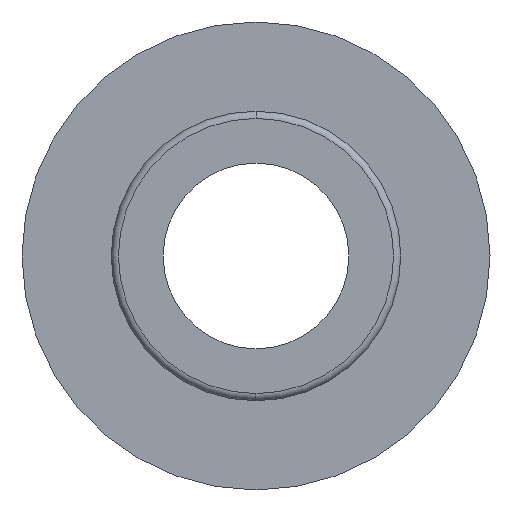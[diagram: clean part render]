
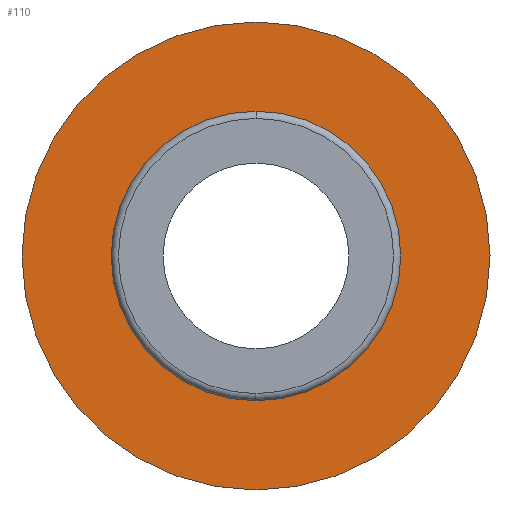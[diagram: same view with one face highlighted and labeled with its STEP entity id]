
A CAD part, left-side view. The second image highlights one B-rep face of the part: STEP entity #110.
In plain terms, the highlighted planar face has unit normal (-1, 0, 0).
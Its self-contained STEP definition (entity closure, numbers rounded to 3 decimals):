
#110=ADVANCED_FACE('',(#253,#254),#255,.T.);
#253=FACE_BOUND('',#403,.T.);
#254=FACE_OUTER_BOUND('',#404,.T.);
#255=PLANE('',#405);
#403=EDGE_LOOP('',(#934,#935));
#404=EDGE_LOOP('',(#936,#937));
#405=AXIS2_PLACEMENT_3D('',#938,#939,#940);
#934=ORIENTED_EDGE('',*,*,#1038,.T.);
#935=ORIENTED_EDGE('',*,*,#1147,.T.);
#936=ORIENTED_EDGE('',*,*,#1010,.T.);
#937=ORIENTED_EDGE('',*,*,#1157,.T.);
#938=CARTESIAN_POINT('',(-18.323,-4.0,0.0));
#939=DIRECTION('',(-1.0,0.,0.0));
#940=DIRECTION('',(0.,-1.0,0.0));
#1010=EDGE_CURVE('',#1206,#1212,#1214,.T.);
#1038=EDGE_CURVE('',#1264,#1261,#1265,.T.);
#1147=EDGE_CURVE('',#1261,#1264,#1442,.T.);
#1157=EDGE_CURVE('',#1212,#1206,#1453,.T.);
#1206=VERTEX_POINT('',#1608);
#1212=VERTEX_POINT('',#1615);
#1214=CIRCLE('',#1618,8.0);
#1261=VERTEX_POINT('',#1671);
#1264=VERTEX_POINT('',#1675);
#1265=CIRCLE('',#1676,3.775);
#1442=CIRCLE('',#1953,3.775);
#1453=CIRCLE('',#1964,8.0);
#1608=CARTESIAN_POINT('',(-18.323,-8.0,0.0));
#1615=CARTESIAN_POINT('',(-18.323,8.0,0.));
#1618=AXIS2_PLACEMENT_3D('',#2027,#2028,#2029);
#1671=CARTESIAN_POINT('',(-18.323,-3.775,0.));
#1675=CARTESIAN_POINT('',(-18.323,3.775,0.));
#1676=AXIS2_PLACEMENT_3D('',#2097,#2098,#2099);
#1953=AXIS2_PLACEMENT_3D('',#2302,#2303,#2304);
#1964=AXIS2_PLACEMENT_3D('',#2332,#2333,#2334);
#2027=CARTESIAN_POINT('',(-18.323,0.,0.0));
#2028=DIRECTION('',(-1.0,0.,0.0));
#2029=DIRECTION('',(0.,-1.0,0.0));
#2097=CARTESIAN_POINT('',(-18.323,0.,0.0));
#2098=DIRECTION('',(1.0,0.,0.0));
#2099=DIRECTION('',(0.,-1.0,0.0));
#2302=CARTESIAN_POINT('',(-18.323,0.,0.0));
#2303=DIRECTION('',(1.0,0.,0.0));
#2304=DIRECTION('',(0.,-1.0,0.0));
#2332=CARTESIAN_POINT('',(-18.323,0.,0.0));
#2333=DIRECTION('',(-1.0,0.,0.0));
#2334=DIRECTION('',(0.,-1.0,0.0));
